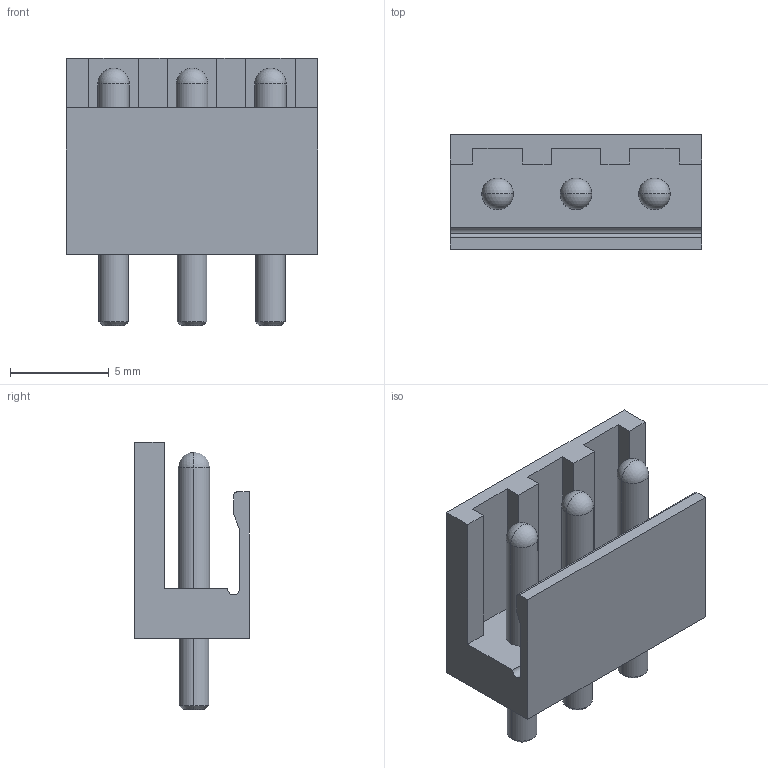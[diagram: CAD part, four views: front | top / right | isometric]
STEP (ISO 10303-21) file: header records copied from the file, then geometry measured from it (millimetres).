
FILE_DESCRIPTION (( 'STEP AP214' ), '1' );
FILE_NAME ('F1JL27-S03SD000-01-REF.STEP', '2025-07-25T09:18:09', ( '' ), ( '' ), 'SwSTEP 2.0', 'SolidWorks 2021', '' );
FILE_SCHEMA (( 'AUTOMOTIVE_DESIGN' ));
Length unit declared in the file: millimetre
Products named in the file (1): F1JL27-S03SD000-01-REF
Bounding box: 12.68 x 5.8 x 13.5 mm (x, y, z)
Volume: 373.4 mm3; surface area: 768.9 mm2
Topology: 1 solids, 1 shells, 53 faces, 138 edges, 87 vertices
Faces by surface type: plane 27, cylinder 14, sphere 6, cone 6
Entity records: 1562 total; most frequent: DIRECTION 274, CARTESIAN_POINT 261, ORIENTED_EDGE 252, EDGE_CURVE 126, AXIS2_PLACEMENT_3D 94, LINE 86, VECTOR 86, VERTEX_POINT 81
